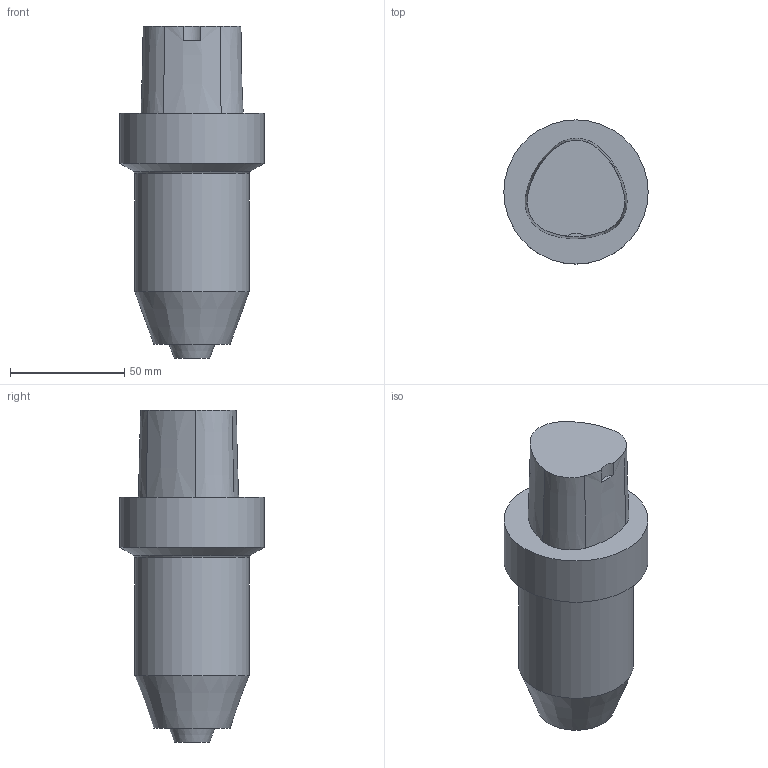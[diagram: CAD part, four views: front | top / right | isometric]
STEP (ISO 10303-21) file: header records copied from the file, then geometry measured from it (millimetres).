
FILE_DESCRIPTION(/* description */ ('3-D model version:1'),/* implementation_level */ '2;1');
FILE_NAME(/* name */ 'C6-391.32-13107',/* time_stamp */ '2016-12-02T14:01:50',/* author */ ('InteractiveCad'),/* organization */ ('AB Sandvik Coromant'),/* preprocessor_version */ 'ST-DEVELOPER v11',/* originating_system */ 'SIEMENS UGS NX 6.0',/* authorization */ '');
FILE_SCHEMA(('AUTOMOTIVE_DESIGN'));
Length unit declared in the file: millimetre
Products named in the file (1): ds681089vflp
Bounding box: 63 x 63 x 145 mm (x, y, z)
Volume: 268521.7 mm3; surface area: 26330.6 mm2
Topology: 1 solids, 1 shells, 18 faces, 38 edges, 24 vertices
Faces by surface type: cone 9, plane 5, cylinder 3, torus 1
Full cylindrical faces by diameter (mm): 50 x1, 63 x1
Entity records: 504 total; most frequent: DIRECTION 98, CARTESIAN_POINT 84, ORIENTED_EDGE 64, AXIS2_PLACEMENT_3D 46, EDGE_CURVE 32, EDGE_LOOP 26, VERTEX_POINT 24, CIRCLE 24
